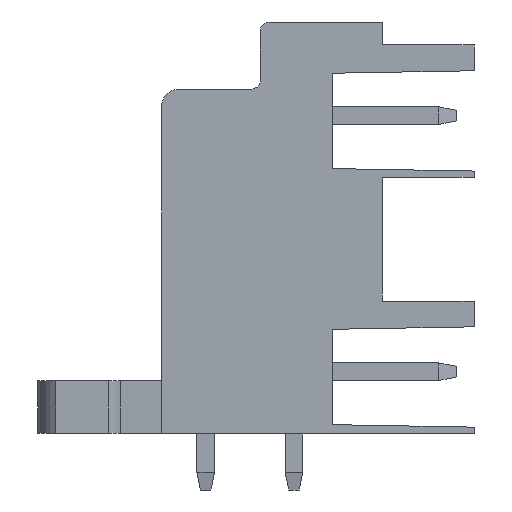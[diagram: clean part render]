
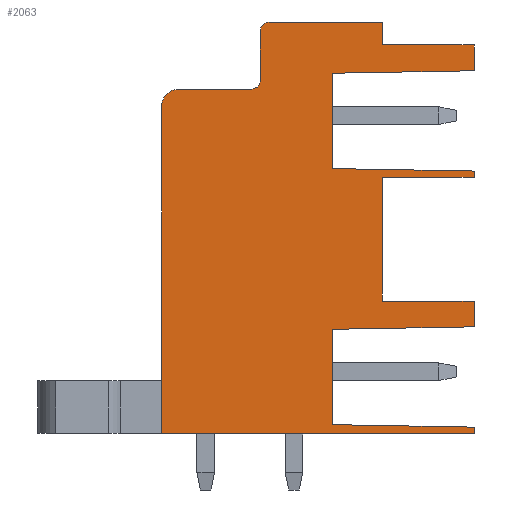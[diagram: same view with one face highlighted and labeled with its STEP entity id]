
A CAD part, left-side view. The second image highlights one B-rep face of the part: STEP entity #2063.
In plain terms, the highlighted planar face has unit normal (-1, 0, 0).
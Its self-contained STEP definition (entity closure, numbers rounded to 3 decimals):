
#1076=AXIS2_PLACEMENT_3D('Circle Axis2P3D',#1074,#1075,$) ;
#1138=AXIS2_PLACEMENT_3D('Circle Axis2P3D',#1136,#1137,$) ;
#1200=AXIS2_PLACEMENT_3D('Circle Axis2P3D',#1198,#1199,$) ;
#2036=AXIS2_PLACEMENT_3D('Plane Axis2P3D',#2033,#2034,#2035) ;
#49=CARTESIAN_POINT('Vertex',(0.,0.,3.56)) ;
#52=CARTESIAN_POINT('Line Origine',(0.,0.,3.38)) ;
#56=CARTESIAN_POINT('Vertex',(0.,0.,3.2)) ;
#87=CARTESIAN_POINT('Vertex',(0.,8.,3.7)) ;
#90=CARTESIAN_POINT('Line Origine',(0.,4.,3.63)) ;
#118=CARTESIAN_POINT('Vertex',(0.,8.,9.1)) ;
#121=CARTESIAN_POINT('Line Origine',(0.,8.,6.4)) ;
#421=CARTESIAN_POINT('Vertex',(0.,0.,9.24)) ;
#424=CARTESIAN_POINT('Line Origine',(0.,4.,9.17)) ;
#447=CARTESIAN_POINT('Vertex',(0.,0.,10.7)) ;
#450=CARTESIAN_POINT('Line Origine',(0.,0.,9.97)) ;
#478=CARTESIAN_POINT('Vertex',(0.,5.2,10.7)) ;
#481=CARTESIAN_POINT('Line Origine',(0.,2.6,10.7)) ;
#509=CARTESIAN_POINT('Vertex',(0.,5.2,17.7)) ;
#512=CARTESIAN_POINT('Line Origine',(0.,5.2,14.2)) ;
#540=CARTESIAN_POINT('Vertex',(0.,0.,17.7)) ;
#543=CARTESIAN_POINT('Line Origine',(0.,2.6,17.7)) ;
#566=CARTESIAN_POINT('Vertex',(0.,0.,18.06)) ;
#569=CARTESIAN_POINT('Line Origine',(0.,0.,17.88)) ;
#597=CARTESIAN_POINT('Vertex',(0.,8.,18.2)) ;
#600=CARTESIAN_POINT('Line Origine',(0.,4.,18.13)) ;
#623=CARTESIAN_POINT('Vertex',(0.,8.,23.6)) ;
#626=CARTESIAN_POINT('Line Origine',(0.,8.,20.9)) ;
#926=CARTESIAN_POINT('Vertex',(0.,0.,23.74)) ;
#929=CARTESIAN_POINT('Line Origine',(0.,4.,23.67)) ;
#952=CARTESIAN_POINT('Vertex',(0.,0.,25.2)) ;
#955=CARTESIAN_POINT('Line Origine',(0.,0.,24.47)) ;
#983=CARTESIAN_POINT('Vertex',(0.,5.2,25.2)) ;
#986=CARTESIAN_POINT('Line Origine',(0.,2.6,25.2)) ;
#1009=CARTESIAN_POINT('Vertex',(0.,5.2,26.5)) ;
#1012=CARTESIAN_POINT('Line Origine',(0.,5.2,25.85)) ;
#1040=CARTESIAN_POINT('Vertex',(0.,11.6,26.5)) ;
#1043=CARTESIAN_POINT('Line Origine',(0.,8.4,26.5)) ;
#1071=CARTESIAN_POINT('Vertex',(0.,12.1,26.)) ;
#1074=CARTESIAN_POINT('Axis2P3D Location',(0.,11.6,26.)) ;
#1102=CARTESIAN_POINT('Vertex',(0.,12.1,23.2)) ;
#1105=CARTESIAN_POINT('Line Origine',(0.,12.1,24.6)) ;
#1133=CARTESIAN_POINT('Vertex',(0.,12.6,22.7)) ;
#1136=CARTESIAN_POINT('Axis2P3D Location',(0.,12.6,23.2)) ;
#1164=CARTESIAN_POINT('Vertex',(0.,16.7,22.7)) ;
#1167=CARTESIAN_POINT('Line Origine',(0.,14.65,22.7)) ;
#1195=CARTESIAN_POINT('Vertex',(0.,17.7,21.7)) ;
#1198=CARTESIAN_POINT('Axis2P3D Location',(0.,16.7,21.7)) ;
#1249=CARTESIAN_POINT('Vertex',(0.,17.7,3.2)) ;
#1252=CARTESIAN_POINT('Line Origine',(0.,17.7,12.45)) ;
#1315=CARTESIAN_POINT('Line Origine',(0.,8.85,3.2)) ;
#2033=CARTESIAN_POINT('Axis2P3D Location',(0.,0.,0.)) ;
#53=DIRECTION('Vector Direction',(0.,0.,-1.)) ;
#91=DIRECTION('Vector Direction',(0.,-1.,-0.017)) ;
#122=DIRECTION('Vector Direction',(0.,0.,-1.)) ;
#425=DIRECTION('Vector Direction',(0.,1.,-0.017)) ;
#451=DIRECTION('Vector Direction',(0.,0.,-1.)) ;
#482=DIRECTION('Vector Direction',(0.,-1.,0.)) ;
#513=DIRECTION('Vector Direction',(0.,0.,-1.)) ;
#544=DIRECTION('Vector Direction',(0.,1.,0.)) ;
#570=DIRECTION('Vector Direction',(0.,0.,-1.)) ;
#601=DIRECTION('Vector Direction',(0.,-1.,-0.017)) ;
#627=DIRECTION('Vector Direction',(0.,0.,-1.)) ;
#930=DIRECTION('Vector Direction',(0.,1.,-0.017)) ;
#956=DIRECTION('Vector Direction',(0.,0.,-1.)) ;
#987=DIRECTION('Vector Direction',(0.,-1.,0.)) ;
#1013=DIRECTION('Vector Direction',(0.,0.,-1.)) ;
#1044=DIRECTION('Vector Direction',(0.,-1.,0.)) ;
#1075=DIRECTION('Axis2P3D Direction',(-1.,0.,0.)) ;
#1106=DIRECTION('Vector Direction',(0.,0.,1.)) ;
#1137=DIRECTION('Axis2P3D Direction',(-1.,0.,0.)) ;
#1168=DIRECTION('Vector Direction',(0.,-1.,0.)) ;
#1199=DIRECTION('Axis2P3D Direction',(-1.,0.,0.)) ;
#1253=DIRECTION('Vector Direction',(0.,0.,1.)) ;
#1316=DIRECTION('Vector Direction',(0.,1.,0.)) ;
#2034=DIRECTION('Axis2P3D Direction',(-1.,0.,0.)) ;
#2035=DIRECTION('Axis2P3D XDirection',(0.,-1.,0.)) ;
#54=VECTOR('Line Direction',#53,1.) ;
#92=VECTOR('Line Direction',#91,1.) ;
#123=VECTOR('Line Direction',#122,1.) ;
#426=VECTOR('Line Direction',#425,1.) ;
#452=VECTOR('Line Direction',#451,1.) ;
#483=VECTOR('Line Direction',#482,1.) ;
#514=VECTOR('Line Direction',#513,1.) ;
#545=VECTOR('Line Direction',#544,1.) ;
#571=VECTOR('Line Direction',#570,1.) ;
#602=VECTOR('Line Direction',#601,1.) ;
#628=VECTOR('Line Direction',#627,1.) ;
#931=VECTOR('Line Direction',#930,1.) ;
#957=VECTOR('Line Direction',#956,1.) ;
#988=VECTOR('Line Direction',#987,1.) ;
#1014=VECTOR('Line Direction',#1013,1.) ;
#1045=VECTOR('Line Direction',#1044,1.) ;
#1107=VECTOR('Line Direction',#1106,1.) ;
#1169=VECTOR('Line Direction',#1168,1.) ;
#1254=VECTOR('Line Direction',#1253,1.) ;
#1317=VECTOR('Line Direction',#1316,1.) ;
#2039=ORIENTED_EDGE('',*,*,#58,.T.) ;
#2040=ORIENTED_EDGE('',*,*,#94,.T.) ;
#2041=ORIENTED_EDGE('',*,*,#125,.T.) ;
#2042=ORIENTED_EDGE('',*,*,#428,.T.) ;
#2043=ORIENTED_EDGE('',*,*,#454,.T.) ;
#2044=ORIENTED_EDGE('',*,*,#485,.T.) ;
#2045=ORIENTED_EDGE('',*,*,#516,.T.) ;
#2046=ORIENTED_EDGE('',*,*,#547,.T.) ;
#2047=ORIENTED_EDGE('',*,*,#573,.T.) ;
#2048=ORIENTED_EDGE('',*,*,#604,.T.) ;
#2049=ORIENTED_EDGE('',*,*,#630,.T.) ;
#2050=ORIENTED_EDGE('',*,*,#933,.T.) ;
#2051=ORIENTED_EDGE('',*,*,#959,.T.) ;
#2052=ORIENTED_EDGE('',*,*,#990,.T.) ;
#2053=ORIENTED_EDGE('',*,*,#1016,.T.) ;
#2054=ORIENTED_EDGE('',*,*,#1047,.T.) ;
#2055=ORIENTED_EDGE('',*,*,#1078,.T.) ;
#2056=ORIENTED_EDGE('',*,*,#1109,.T.) ;
#2057=ORIENTED_EDGE('',*,*,#1140,.T.) ;
#2058=ORIENTED_EDGE('',*,*,#1171,.T.) ;
#2059=ORIENTED_EDGE('',*,*,#1202,.T.) ;
#2060=ORIENTED_EDGE('',*,*,#1256,.T.) ;
#2061=ORIENTED_EDGE('',*,*,#1319,.T.) ;
#2063=ADVANCED_FACE('Housing',(#2062),#2037,.T.) ;
#1077=CIRCLE('generated circle',#1076,0.5) ;
#1139=CIRCLE('generated circle',#1138,0.5) ;
#1201=CIRCLE('generated circle',#1200,1.) ;
#58=EDGE_CURVE('',#57,#50,#55,.F.) ;
#94=EDGE_CURVE('',#50,#88,#93,.F.) ;
#125=EDGE_CURVE('',#88,#119,#124,.F.) ;
#428=EDGE_CURVE('',#119,#422,#427,.F.) ;
#454=EDGE_CURVE('',#422,#448,#453,.F.) ;
#485=EDGE_CURVE('',#448,#479,#484,.F.) ;
#516=EDGE_CURVE('',#479,#510,#515,.F.) ;
#547=EDGE_CURVE('',#510,#541,#546,.F.) ;
#573=EDGE_CURVE('',#541,#567,#572,.F.) ;
#604=EDGE_CURVE('',#567,#598,#603,.F.) ;
#630=EDGE_CURVE('',#598,#624,#629,.F.) ;
#933=EDGE_CURVE('',#624,#927,#932,.F.) ;
#959=EDGE_CURVE('',#927,#953,#958,.F.) ;
#990=EDGE_CURVE('',#953,#984,#989,.F.) ;
#1016=EDGE_CURVE('',#984,#1010,#1015,.F.) ;
#1047=EDGE_CURVE('',#1010,#1041,#1046,.F.) ;
#1078=EDGE_CURVE('',#1041,#1072,#1077,.T.) ;
#1109=EDGE_CURVE('',#1072,#1103,#1108,.F.) ;
#1140=EDGE_CURVE('',#1103,#1134,#1139,.F.) ;
#1171=EDGE_CURVE('',#1134,#1165,#1170,.F.) ;
#1202=EDGE_CURVE('',#1165,#1196,#1201,.T.) ;
#1256=EDGE_CURVE('',#1196,#1250,#1255,.F.) ;
#1319=EDGE_CURVE('',#1250,#57,#1318,.F.) ;
#2038=EDGE_LOOP('',(#2039,#2040,#2041,#2042,#2043,#2044,#2045,#2046,#2047,#2048,#2049,#2050,#2051,#2052,#2053,#2054,#2055,#2056,#2057,#2058,#2059,#2060,#2061)) ;
#2062=FACE_OUTER_BOUND('',#2038,.T.) ;
#55=LINE('Line',#52,#54) ;
#93=LINE('Line',#90,#92) ;
#124=LINE('Line',#121,#123) ;
#427=LINE('Line',#424,#426) ;
#453=LINE('Line',#450,#452) ;
#484=LINE('Line',#481,#483) ;
#515=LINE('Line',#512,#514) ;
#546=LINE('Line',#543,#545) ;
#572=LINE('Line',#569,#571) ;
#603=LINE('Line',#600,#602) ;
#629=LINE('Line',#626,#628) ;
#932=LINE('Line',#929,#931) ;
#958=LINE('Line',#955,#957) ;
#989=LINE('Line',#986,#988) ;
#1015=LINE('Line',#1012,#1014) ;
#1046=LINE('Line',#1043,#1045) ;
#1108=LINE('Line',#1105,#1107) ;
#1170=LINE('Line',#1167,#1169) ;
#1255=LINE('Line',#1252,#1254) ;
#1318=LINE('Line',#1315,#1317) ;
#2037=PLANE('',#2036) ;
#50=VERTEX_POINT('',#49) ;
#57=VERTEX_POINT('',#56) ;
#88=VERTEX_POINT('',#87) ;
#119=VERTEX_POINT('',#118) ;
#422=VERTEX_POINT('',#421) ;
#448=VERTEX_POINT('',#447) ;
#479=VERTEX_POINT('',#478) ;
#510=VERTEX_POINT('',#509) ;
#541=VERTEX_POINT('',#540) ;
#567=VERTEX_POINT('',#566) ;
#598=VERTEX_POINT('',#597) ;
#624=VERTEX_POINT('',#623) ;
#927=VERTEX_POINT('',#926) ;
#953=VERTEX_POINT('',#952) ;
#984=VERTEX_POINT('',#983) ;
#1010=VERTEX_POINT('',#1009) ;
#1041=VERTEX_POINT('',#1040) ;
#1072=VERTEX_POINT('',#1071) ;
#1103=VERTEX_POINT('',#1102) ;
#1134=VERTEX_POINT('',#1133) ;
#1165=VERTEX_POINT('',#1164) ;
#1196=VERTEX_POINT('',#1195) ;
#1250=VERTEX_POINT('',#1249) ;
